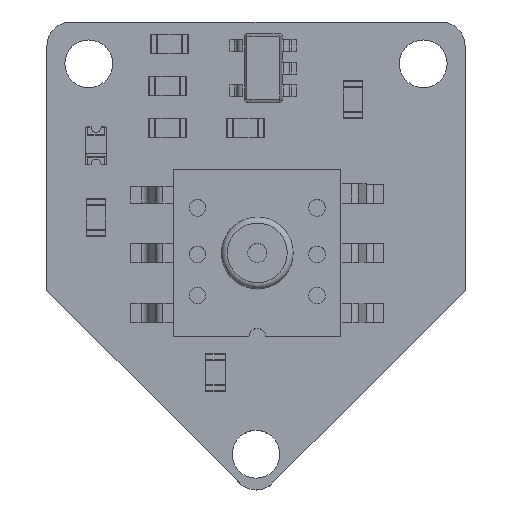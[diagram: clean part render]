
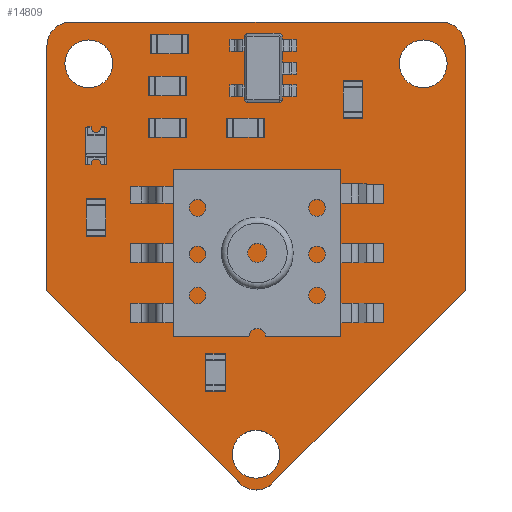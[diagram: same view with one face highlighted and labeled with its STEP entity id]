
A CAD part, top view. The second image highlights one B-rep face of the part: STEP entity #14809.
In plain terms, the highlighted planar face has unit normal (0, 0, 1).
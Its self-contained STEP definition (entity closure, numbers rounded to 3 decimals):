
#14406 = VERTEX_POINT('',#14407);
#14407 = CARTESIAN_POINT('',(75.395,-41.909,1.09));
#14413 = EDGE_CURVE('',#14406,#14414,#14416,.T.);
#14414 = VERTEX_POINT('',#14415);
#14415 = CARTESIAN_POINT('',(76.395,-42.904,1.09));
#14416 = CIRCLE('',#14417,1.);
#14417 = AXIS2_PLACEMENT_3D('',#14418,#14419,#14420);
#14418 = CARTESIAN_POINT('',(75.395,-42.909,1.09));
#14419 = DIRECTION('',(0.,0.,-1.));
#14420 = DIRECTION('',(0.,1.,0.));
#14446 = EDGE_CURVE('',#14414,#14447,#14449,.T.);
#14447 = VERTEX_POINT('',#14448);
#14448 = CARTESIAN_POINT('',(76.395,-53.159,1.09));
#14449 = LINE('',#14450,#14451);
#14450 = CARTESIAN_POINT('',(76.395,-42.904,1.09));
#14451 = VECTOR('',#14452,1.);
#14452 = DIRECTION('',(0.,-1.,0.));
#14477 = EDGE_CURVE('',#14447,#14478,#14480,.T.);
#14478 = VERTEX_POINT('',#14479);
#14479 = CARTESIAN_POINT('',(68.355,-61.198,1.09));
#14480 = LINE('',#14481,#14482);
#14481 = CARTESIAN_POINT('',(76.395,-53.159,1.09));
#14482 = VECTOR('',#14483,1.);
#14483 = DIRECTION('',(-0.707,-0.707,0.));
#14508 = EDGE_CURVE('',#14478,#14509,#14511,.T.);
#14509 = VERTEX_POINT('',#14510);
#14510 = CARTESIAN_POINT('',(66.938,-61.202,1.09));
#14511 = CIRCLE('',#14512,1.);
#14512 = AXIS2_PLACEMENT_3D('',#14513,#14514,#14515);
#14513 = CARTESIAN_POINT('',(67.645,-60.495,1.09));
#14514 = DIRECTION('',(-0.,0.,-1.));
#14515 = DIRECTION('',(0.711,-0.703,-0.));
#14541 = EDGE_CURVE('',#14509,#14542,#14544,.T.);
#14542 = VERTEX_POINT('',#14543);
#14543 = CARTESIAN_POINT('',(66.937,-61.202,1.09));
#14544 = LINE('',#14545,#14546);
#14545 = CARTESIAN_POINT('',(66.938,-61.202,1.09));
#14546 = VECTOR('',#14547,1.);
#14547 = DIRECTION('',(-0.951,0.31,0.));
#14572 = EDGE_CURVE('',#14542,#14573,#14575,.T.);
#14573 = VERTEX_POINT('',#14574);
#14574 = CARTESIAN_POINT('',(58.895,-53.159,1.09));
#14575 = LINE('',#14576,#14577);
#14576 = CARTESIAN_POINT('',(66.937,-61.202,1.09));
#14577 = VECTOR('',#14578,1.);
#14578 = DIRECTION('',(-0.707,0.707,0.));
#14603 = EDGE_CURVE('',#14573,#14604,#14606,.T.);
#14604 = VERTEX_POINT('',#14605);
#14605 = CARTESIAN_POINT('',(58.895,-42.909,1.09));
#14606 = LINE('',#14607,#14608);
#14607 = CARTESIAN_POINT('',(58.895,-53.159,1.09));
#14608 = VECTOR('',#14609,1.);
#14609 = DIRECTION('',(0.,1.,0.));
#14634 = EDGE_CURVE('',#14604,#14635,#14637,.T.);
#14635 = VERTEX_POINT('',#14636);
#14636 = CARTESIAN_POINT('',(59.895,-41.909,1.09));
#14637 = CIRCLE('',#14638,1.);
#14638 = AXIS2_PLACEMENT_3D('',#14639,#14640,#14641);
#14639 = CARTESIAN_POINT('',(59.895,-42.909,1.09));
#14640 = DIRECTION('',(0.,0.,-1.));
#14641 = DIRECTION('',(-1.,0.,0.));
#14667 = EDGE_CURVE('',#14635,#14406,#14668,.T.);
#14668 = LINE('',#14669,#14670);
#14669 = CARTESIAN_POINT('',(59.895,-41.909,1.09));
#14670 = VECTOR('',#14671,1.);
#14671 = DIRECTION('',(1.,0.,0.));
#14691 = VERTEX_POINT('',#14692);
#14692 = CARTESIAN_POINT('',(68.645,-60.,1.09));
#14698 = EDGE_CURVE('',#14691,#14691,#14699,.T.);
#14699 = CIRCLE('',#14700,1.);
#14700 = AXIS2_PLACEMENT_3D('',#14701,#14702,#14703);
#14701 = CARTESIAN_POINT('',(67.645,-60.,1.09));
#14702 = DIRECTION('',(0.,0.,1.));
#14703 = DIRECTION('',(1.,0.,-0.));
#14724 = VERTEX_POINT('',#14725);
#14725 = CARTESIAN_POINT('',(61.645,-43.659,1.09));
#14731 = EDGE_CURVE('',#14724,#14724,#14732,.T.);
#14732 = CIRCLE('',#14733,1.);
#14733 = AXIS2_PLACEMENT_3D('',#14734,#14735,#14736);
#14734 = CARTESIAN_POINT('',(60.645,-43.659,1.09));
#14735 = DIRECTION('',(0.,0.,1.));
#14736 = DIRECTION('',(1.,0.,-0.));
#14757 = VERTEX_POINT('',#14758);
#14758 = CARTESIAN_POINT('',(75.645,-43.659,1.09));
#14764 = EDGE_CURVE('',#14757,#14757,#14765,.T.);
#14765 = CIRCLE('',#14766,1.);
#14766 = AXIS2_PLACEMENT_3D('',#14767,#14768,#14769);
#14767 = CARTESIAN_POINT('',(74.645,-43.659,1.09));
#14768 = DIRECTION('',(0.,0.,1.));
#14769 = DIRECTION('',(1.,0.,-0.));
#14809 = ADVANCED_FACE('',(#14810,#14821,#14824,#14827),#14830,.T.);
#14810 = FACE_BOUND('',#14811,.F.);
#14811 = EDGE_LOOP('',(#14812,#14813,#14814,#14815,#14816,#14817,#14818,
    #14819,#14820));
#14812 = ORIENTED_EDGE('',*,*,#14413,.T.);
#14813 = ORIENTED_EDGE('',*,*,#14446,.T.);
#14814 = ORIENTED_EDGE('',*,*,#14477,.T.);
#14815 = ORIENTED_EDGE('',*,*,#14508,.T.);
#14816 = ORIENTED_EDGE('',*,*,#14541,.T.);
#14817 = ORIENTED_EDGE('',*,*,#14572,.T.);
#14818 = ORIENTED_EDGE('',*,*,#14603,.T.);
#14819 = ORIENTED_EDGE('',*,*,#14634,.T.);
#14820 = ORIENTED_EDGE('',*,*,#14667,.T.);
#14821 = FACE_BOUND('',#14822,.F.);
#14822 = EDGE_LOOP('',(#14823));
#14823 = ORIENTED_EDGE('',*,*,#14698,.T.);
#14824 = FACE_BOUND('',#14825,.F.);
#14825 = EDGE_LOOP('',(#14826));
#14826 = ORIENTED_EDGE('',*,*,#14731,.T.);
#14827 = FACE_BOUND('',#14828,.F.);
#14828 = EDGE_LOOP('',(#14829));
#14829 = ORIENTED_EDGE('',*,*,#14764,.T.);
#14830 = PLANE('',#14831);
#14831 = AXIS2_PLACEMENT_3D('',#14832,#14833,#14834);
#14832 = CARTESIAN_POINT('',(0.,0.,1.09));
#14833 = DIRECTION('',(0.,0.,1.));
#14834 = DIRECTION('',(1.,0.,-0.));
